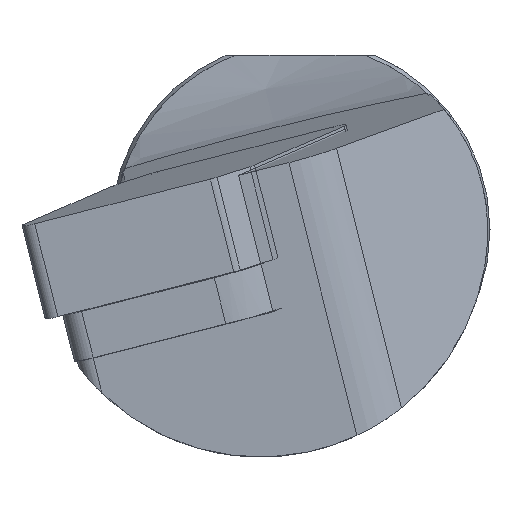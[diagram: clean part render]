
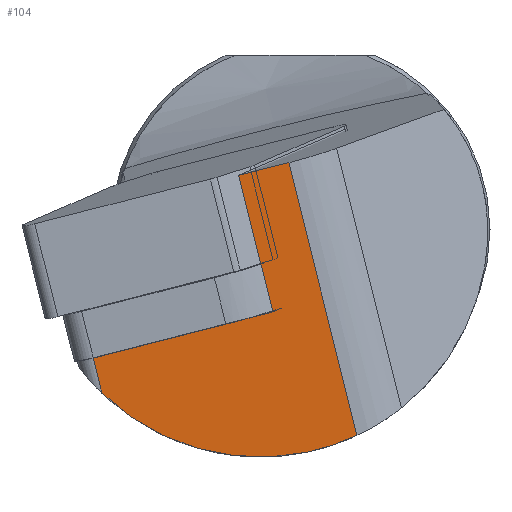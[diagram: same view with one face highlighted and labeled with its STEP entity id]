
A CAD part, left-side view. The second image highlights one B-rep face of the part: STEP entity #104.
In plain terms, the highlighted planar face has unit normal (-0.993, -0.075, -0.089).
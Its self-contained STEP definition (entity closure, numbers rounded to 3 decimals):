
#96=ELLIPSE('',#962,15.102,15.);
#104=ADVANCED_FACE('',(#181),#155,.F.);
#155=PLANE('',#963);
#181=FACE_OUTER_BOUND('',#231,.T.);
#231=EDGE_LOOP('',(#440,#441,#442,#443,#444,#445,#446));
#279=LINE('',#1313,#347);
#284=LINE('',#1327,#352);
#291=LINE('',#1375,#359);
#292=LINE('',#1377,#360);
#293=LINE('',#1381,#361);
#294=LINE('',#1382,#362);
#347=VECTOR('',#1049,1.);
#352=VECTOR('',#1060,1.);
#359=VECTOR('',#1087,1.);
#360=VECTOR('',#1088,1.);
#361=VECTOR('',#1091,1.);
#362=VECTOR('',#1092,1.);
#440=ORIENTED_EDGE('',*,*,#775,.F.);
#441=ORIENTED_EDGE('',*,*,#799,.F.);
#442=ORIENTED_EDGE('',*,*,#800,.T.);
#443=ORIENTED_EDGE('',*,*,#801,.T.);
#444=ORIENTED_EDGE('',*,*,#802,.F.);
#445=ORIENTED_EDGE('',*,*,#781,.F.);
#446=ORIENTED_EDGE('',*,*,#803,.T.);
#685=VERTEX_POINT('',#1311);
#687=VERTEX_POINT('',#1314);
#692=VERTEX_POINT('',#1326);
#693=VERTEX_POINT('',#1328);
#710=VERTEX_POINT('',#1376);
#711=VERTEX_POINT('',#1378);
#712=VERTEX_POINT('',#1380);
#775=EDGE_CURVE('',#685,#687,#279,.T.);
#781=EDGE_CURVE('',#692,#693,#284,.T.);
#799=EDGE_CURVE('',#710,#685,#291,.T.);
#800=EDGE_CURVE('',#710,#711,#292,.T.);
#801=EDGE_CURVE('',#711,#712,#96,.T.);
#802=EDGE_CURVE('',#693,#712,#293,.T.);
#803=EDGE_CURVE('',#692,#687,#294,.T.);
#962=AXIS2_PLACEMENT_3D('',#1379,#1089,#1090);
#963=AXIS2_PLACEMENT_3D('',#1383,#1093,#1094);
#1049=DIRECTION('',(0.051,-0.968,0.247));
#1060=DIRECTION('',(0.051,-0.968,0.247));
#1087=DIRECTION('',(0.051,-0.968,0.247));
#1088=DIRECTION('',(0.105,-0.241,-0.965));
#1089=DIRECTION('',(-0.993,-0.075,-0.089));
#1090=DIRECTION('',(0.116,-0.639,-0.76));
#1091=DIRECTION('',(0.105,-0.241,-0.965));
#1092=DIRECTION('',(0.105,-0.241,-0.965));
#1093=DIRECTION('',(0.993,0.075,0.089));
#1094=DIRECTION('',(0.089,0.,-0.996));
#1311=CARTESIAN_POINT('',(2.348,3.453,-5.849));
#1313=CARTESIAN_POINT('',(1.813,13.664,-8.453));
#1314=CARTESIAN_POINT('',(2.434,1.819,-5.432));
#1326=CARTESIAN_POINT('',(1.458,4.064,3.571));
#1327=CARTESIAN_POINT('',(0.838,15.909,0.551));
#1328=CARTESIAN_POINT('',(1.632,0.753,4.415));
#1375=CARTESIAN_POINT('',(1.813,13.664,-8.453));
#1376=CARTESIAN_POINT('',(1.813,13.664,-8.453));
#1377=CARTESIAN_POINT('',(6.033,3.951,-47.409));
#1378=CARTESIAN_POINT('',(2.065,13.085,-10.775));
#1379=CARTESIAN_POINT('',(1.885,2.65,0.));
#1380=CARTESIAN_POINT('',(3.581,-3.733,-13.574));
#1381=CARTESIAN_POINT('',(6.827,-11.205,-43.544));
#1382=CARTESIAN_POINT('',(0.866,5.428,9.043));
#1383=CARTESIAN_POINT('',(6.033,3.951,-47.409));
